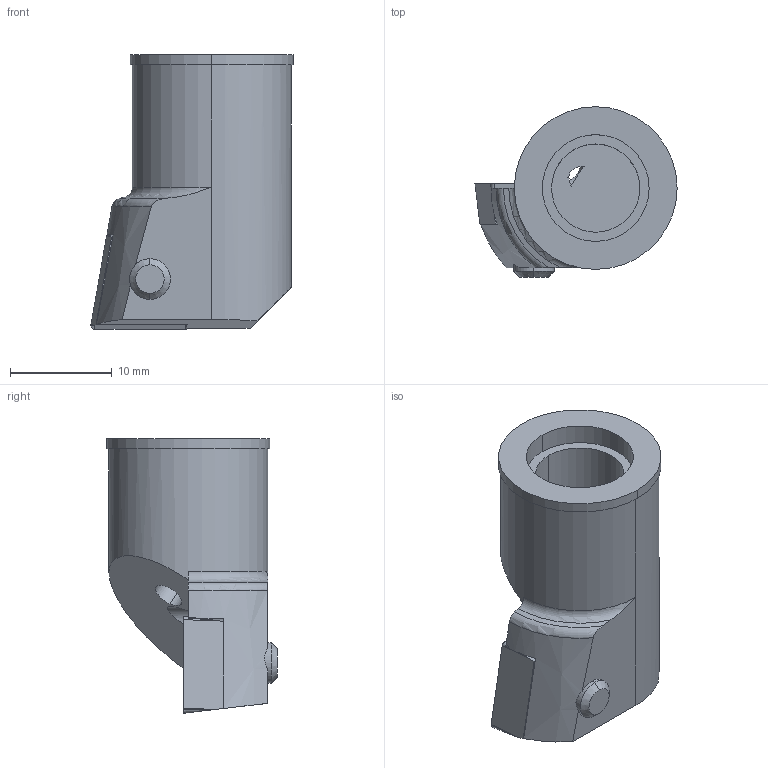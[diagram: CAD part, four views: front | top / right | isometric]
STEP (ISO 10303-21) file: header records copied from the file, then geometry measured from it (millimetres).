
FILE_DESCRIPTION(('no description'),'unknown implementation level');
FILE_NAME('7202E591-2492-458B-A050-1FE088E55F31_export.stp',' ',('CIMSOURCE GmbH'),('CADClick - KiM GmbH - www.kimweb.de'),'unknown preprocess','ACIS','unknown authorization');
FILE_SCHEMA(('automotive_design'));
Length unit declared in the file: millimetre
Products named in the file (3): 615.426|694.141 ETL M4x9.2 T15 IP 10S;Kreismuster1; 615.426|0640.008;Kombinieren1; 615.426|615.426 Wendeplattenhalter E24 CC09;NONE
Bounding box: 19.88 x 16.74 x 27 mm (x, y, z)
Volume: 3558.6 mm3; surface area: 2608.4 mm2
Topology: 3 solids, 3 shells, 109 faces, 278 edges, 171 vertices
Faces by surface type: cylinder 46, plane 33, cone 20, torus 10
Entity records: 6535 total; most frequent: DIRECTION 648, CARTESIAN_POINT 635, STYLED_ITEM 555, PRESENTATION_STYLE_ASSIGNMENT 555, COLOUR_RGB 555, ORIENTED_EDGE 544, EDGE_CURVE 272, CURVE_STYLE 272
